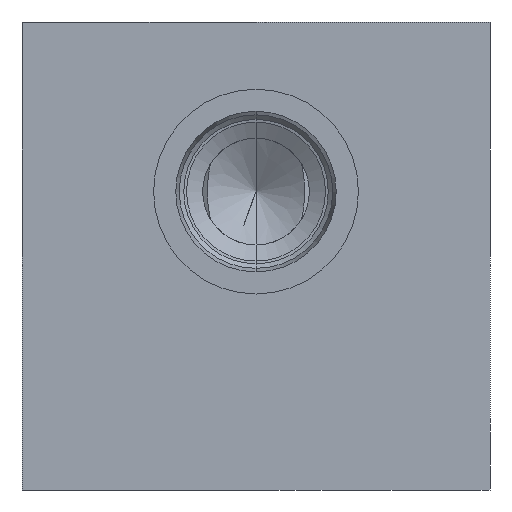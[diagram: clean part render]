
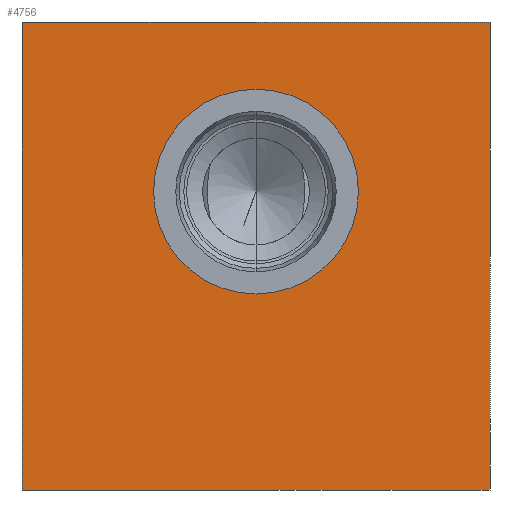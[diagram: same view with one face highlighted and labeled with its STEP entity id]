
A CAD part, left-side view. The second image highlights one B-rep face of the part: STEP entity #4756.
In plain terms, the highlighted planar face has unit normal (-1, 0, 0).
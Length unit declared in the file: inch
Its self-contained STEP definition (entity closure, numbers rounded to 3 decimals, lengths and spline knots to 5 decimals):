
#1=DIRECTION('',(0.,-1.,0.));
#2=VECTOR('',#1,5.);
#3=CARTESIAN_POINT('',(0.,0.,0.));
#4=LINE('',#3,#2);
#47=DIRECTION('',(0.,0.,1.));
#48=VECTOR('',#47,5.);
#49=CARTESIAN_POINT('',(0.,0.,0.));
#50=LINE('',#49,#48);
#51=CARTESIAN_POINT('',(0.,-2.5,3.188));
#52=DIRECTION('',(1.,0.,0.));
#53=DIRECTION('',(0.,0.,-1.));
#54=AXIS2_PLACEMENT_3D('',#51,#52,#53);
#56=CARTESIAN_POINT('',(0.,-2.5,3.188));
#57=DIRECTION('',(1.,0.,0.));
#58=DIRECTION('',(0.,0.,1.));
#59=AXIS2_PLACEMENT_3D('',#56,#57,#58);
#119=DIRECTION('',(0.,0.,1.));
#120=VECTOR('',#119,5.);
#121=CARTESIAN_POINT('',(0.,-5.,0.));
#122=LINE('',#121,#120);
#143=DIRECTION('',(0.,-1.,0.));
#144=VECTOR('',#143,5.);
#145=CARTESIAN_POINT('',(0.,0.,5.));
#146=LINE('',#145,#144);
#4132=CARTESIAN_POINT('',(0.,0.,0.));
#4133=CARTESIAN_POINT('',(0.,-5.,0.));
#4134=VERTEX_POINT('',#4132);
#4135=VERTEX_POINT('',#4133);
#4140=CARTESIAN_POINT('',(0.,0.,5.));
#4141=CARTESIAN_POINT('',(0.,-5.,5.));
#4142=VERTEX_POINT('',#4140);
#4143=VERTEX_POINT('',#4141);
#4436=CARTESIAN_POINT('',(0.,-2.5,2.094));
#4437=CARTESIAN_POINT('',(0.,-2.5,4.282));
#4438=VERTEX_POINT('',#4436);
#4439=VERTEX_POINT('',#4437);
#4736=CARTESIAN_POINT('',(0.,0.,0.));
#4737=DIRECTION('',(-1.,0.,0.));
#4738=DIRECTION('',(0.,-1.,0.));
#4739=AXIS2_PLACEMENT_3D('',#4736,#4737,#4738);
#4740=PLANE('',#4739);
#4741=ORIENTED_EDGE('',*,*,#4707,.F.);
#4743=ORIENTED_EDGE('',*,*,#4742,.T.);
#4745=ORIENTED_EDGE('',*,*,#4744,.T.);
#4747=ORIENTED_EDGE('',*,*,#4746,.F.);
#4748=EDGE_LOOP('',(#4741,#4743,#4745,#4747));
#4749=FACE_OUTER_BOUND('',#4748,.F.);
#4751=ORIENTED_EDGE('',*,*,#4750,.F.);
#4753=ORIENTED_EDGE('',*,*,#4752,.F.);
#4754=EDGE_LOOP('',(#4751,#4753));
#4755=FACE_BOUND('',#4754,.F.);
#4756=ADVANCED_FACE('',(#4749,#4755),#4740,.T.);
#55=CIRCLE('',#54,1.094);
#60=CIRCLE('',#59,1.094);
#4707=EDGE_CURVE('',#4134,#4135,#4,.T.);
#4742=EDGE_CURVE('',#4134,#4142,#50,.T.);
#4744=EDGE_CURVE('',#4142,#4143,#146,.T.);
#4746=EDGE_CURVE('',#4135,#4143,#122,.T.);
#4750=EDGE_CURVE('',#4438,#4439,#55,.T.);
#4752=EDGE_CURVE('',#4439,#4438,#60,.T.);
